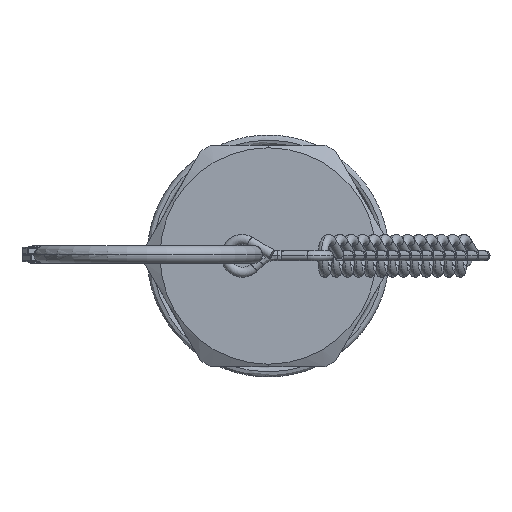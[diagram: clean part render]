
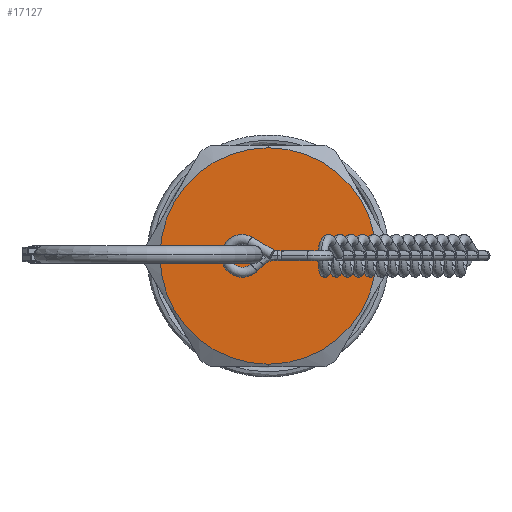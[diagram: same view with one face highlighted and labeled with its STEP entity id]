
A CAD part, left-side view. The second image highlights one B-rep face of the part: STEP entity #17127.
In plain terms, the highlighted planar face has unit normal (-1, 0, 0).
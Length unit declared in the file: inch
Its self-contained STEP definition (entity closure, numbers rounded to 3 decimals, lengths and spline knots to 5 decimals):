
#75 = VERTEX_POINT ( 'NONE', #13325 ) ;
#1189 = EDGE_LOOP ( 'NONE', ( #11434, #10853 ) ) ;
#1881 = CIRCLE ( 'NONE', #4615, 0.67125 ) ;
#1886 = DIRECTION ( 'NONE',  ( 0., 0., -1. ) ) ;
#2163 = FACE_OUTER_BOUND ( 'NONE', #1189, .T. ) ;
#3644 = EDGE_CURVE ( 'NONE', #13904, #75, #1881, .T. ) ;
#3827 = DIRECTION ( 'NONE',  ( 0., 0., -1. ) ) ;
#4197 = AXIS2_PLACEMENT_3D ( 'NONE', #10875, #18184, #3827 ) ;
#4615 = AXIS2_PLACEMENT_3D ( 'NONE', #14802, #16244, #1886 ) ;
#6853 = CARTESIAN_POINT ( 'NONE',  ( -0.75, 0., -0.67125 ) ) ;
#6912 = DIRECTION ( 'NONE',  ( 1., 0., 0. ) ) ;
#10748 = PLANE ( 'NONE',  #4197 ) ;
#10853 = ORIENTED_EDGE ( 'NONE', *, *, #15954, .F. ) ;
#10875 = CARTESIAN_POINT ( 'NONE',  ( -0.75, 0.79386, 0. ) ) ;
#11434 = ORIENTED_EDGE ( 'NONE', *, *, #3644, .F. ) ;
#13325 = CARTESIAN_POINT ( 'NONE',  ( -0.75, 0., 0.67125 ) ) ;
#13904 = VERTEX_POINT ( 'NONE', #6853 ) ;
#14074 = DIRECTION ( 'NONE',  ( 0., 0., -1. ) ) ;
#14802 = CARTESIAN_POINT ( 'NONE',  ( -0.75, 0., 0. ) ) ;
#15654 = AXIS2_PLACEMENT_3D ( 'NONE', #17148, #6912, #14074 ) ;
#15954 = EDGE_CURVE ( 'NONE', #75, #13904, #17052, .T. ) ;
#16244 = DIRECTION ( 'NONE',  ( 1., 0., 0. ) ) ;
#17052 = CIRCLE ( 'NONE', #15654, 0.67125 ) ;
#17127 = ADVANCED_FACE ( 'NONE', ( #2163 ), #10748, .F. ) ;
#17148 = CARTESIAN_POINT ( 'NONE',  ( -0.75, 0., 0. ) ) ;
#18184 = DIRECTION ( 'NONE',  ( 1., 0., 0. ) ) ;
